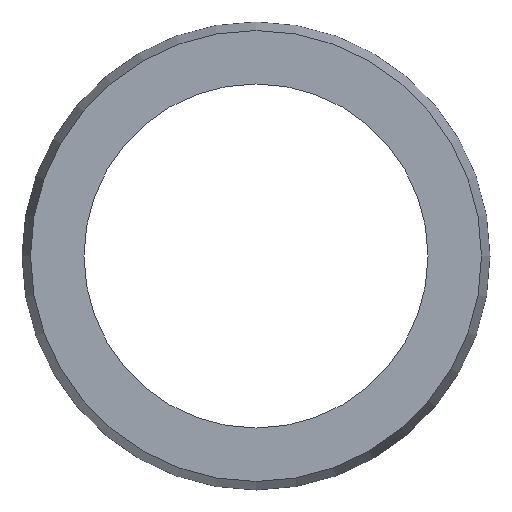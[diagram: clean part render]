
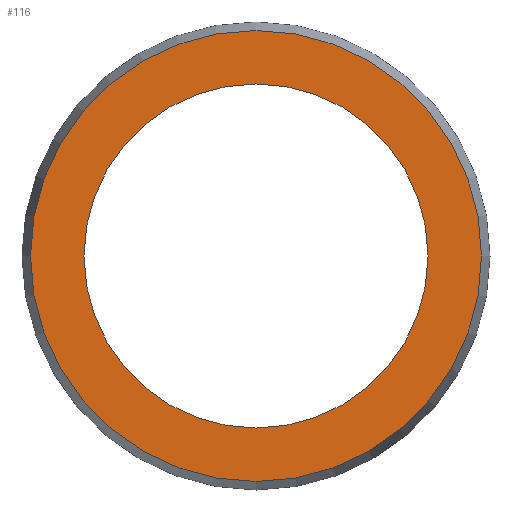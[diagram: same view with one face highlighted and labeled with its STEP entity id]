
A CAD part, front view. The second image highlights one B-rep face of the part: STEP entity #116.
In plain terms, the highlighted planar face has unit normal (0, -1, 0).
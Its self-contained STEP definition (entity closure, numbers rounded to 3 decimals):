
#25=FACE_BOUND('',#37,.T.);
#29=FACE_OUTER_BOUND('',#36,.T.);
#36=EDGE_LOOP('',(#91,#92));
#37=EDGE_LOOP('',(#93,#94));
#46=CIRCLE('',#146,18.2);
#47=CIRCLE('',#147,18.2);
#48=CIRCLE('',#149,23.85);
#49=CIRCLE('',#150,23.85);
#58=VERTEX_POINT('',#210);
#59=VERTEX_POINT('',#212);
#60=VERTEX_POINT('',#216);
#61=VERTEX_POINT('',#217);
#71=EDGE_CURVE('',#59,#58,#46,.T.);
#72=EDGE_CURVE('',#58,#59,#47,.T.);
#73=EDGE_CURVE('',#60,#61,#48,.T.);
#74=EDGE_CURVE('',#61,#60,#49,.T.);
#91=ORIENTED_EDGE('',*,*,#73,.F.);
#92=ORIENTED_EDGE('',*,*,#74,.F.);
#93=ORIENTED_EDGE('',*,*,#71,.T.);
#94=ORIENTED_EDGE('',*,*,#72,.T.);
#112=PLANE('',#148);
#116=ADVANCED_FACE('',(#29,#25),#112,.T.);
#146=AXIS2_PLACEMENT_3D('',#213,#173,#174);
#147=AXIS2_PLACEMENT_3D('',#214,#175,#176);
#148=AXIS2_PLACEMENT_3D('',#215,#177,#178);
#149=AXIS2_PLACEMENT_3D('',#218,#179,#180);
#150=AXIS2_PLACEMENT_3D('',#219,#181,#182);
#173=DIRECTION('center_axis',(0.,1.,0.));
#174=DIRECTION('ref_axis',(1.,0.,0.));
#175=DIRECTION('center_axis',(0.,1.,0.));
#176=DIRECTION('ref_axis',(1.,0.,0.));
#177=DIRECTION('center_axis',(0.,-1.,0.));
#178=DIRECTION('ref_axis',(0.,0.,-1.));
#179=DIRECTION('center_axis',(0.,1.,0.));
#180=DIRECTION('ref_axis',(1.,0.,0.));
#181=DIRECTION('center_axis',(0.,1.,0.));
#182=DIRECTION('ref_axis',(1.,0.,0.));
#210=CARTESIAN_POINT('',(18.2,0.,0.));
#212=CARTESIAN_POINT('',(-18.2,0.,0.));
#213=CARTESIAN_POINT('Origin',(0.,0.,0.));
#214=CARTESIAN_POINT('Origin',(0.,0.,0.));
#215=CARTESIAN_POINT('Origin',(-23.85,0.,0.));
#216=CARTESIAN_POINT('',(-23.85,0.,0.));
#217=CARTESIAN_POINT('',(23.85,0.,0.));
#218=CARTESIAN_POINT('Origin',(0.,0.,0.));
#219=CARTESIAN_POINT('Origin',(0.,0.,0.));
